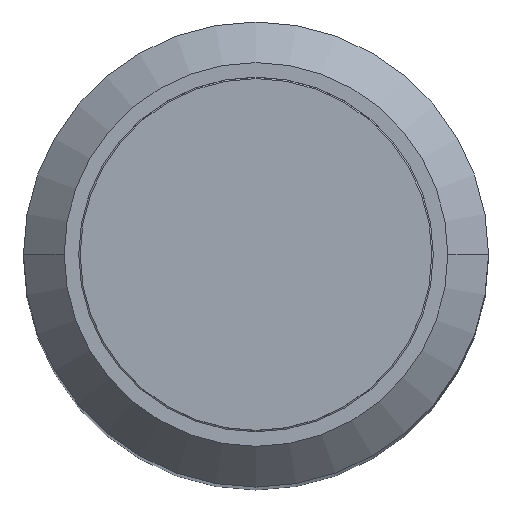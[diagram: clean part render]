
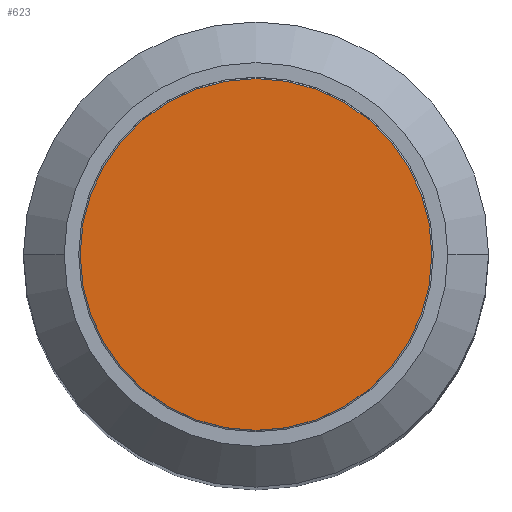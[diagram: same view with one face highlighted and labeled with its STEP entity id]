
A CAD part, top view. The second image highlights one B-rep face of the part: STEP entity #623.
In plain terms, the highlighted planar face has unit normal (0, 0, 1).
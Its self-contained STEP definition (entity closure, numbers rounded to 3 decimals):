
#195=CARTESIAN_POINT('',(0.,0.,-4.5));
#196=DIRECTION('',(0.,0.,-1.));
#197=DIRECTION('',(0.,1.,0.));
#198=AXIS2_PLACEMENT_3D('',#195,#196,#197);
#200=CARTESIAN_POINT('',(0.,0.,-4.5));
#201=DIRECTION('',(0.,0.,-1.));
#202=DIRECTION('',(0.,-1.,0.));
#203=AXIS2_PLACEMENT_3D('',#200,#201,#202);
#209=CARTESIAN_POINT('',(0.,-3.025,-4.5));
#210=VERTEX_POINT('',#209);
#211=CARTESIAN_POINT('',(0.,3.025,-4.5));
#212=VERTEX_POINT('',#211);
#614=CARTESIAN_POINT('',(0.,0.,-4.5));
#615=DIRECTION('',(0.,0.,-1.));
#616=DIRECTION('',(0.,1.,0.));
#617=AXIS2_PLACEMENT_3D('',#614,#615,#616);
#618=PLANE('',#617);
#619=ORIENTED_EDGE('',*,*,#600,.T.);
#620=ORIENTED_EDGE('',*,*,#579,.T.);
#621=EDGE_LOOP('',(#619,#620));
#622=FACE_OUTER_BOUND('',#621,.F.);
#623=ADVANCED_FACE('',(#622),#618,.F.);
#199=CIRCLE('',#198,3.025);
#204=CIRCLE('',#203,3.025);
#579=EDGE_CURVE('',#210,#212,#204,.T.);
#600=EDGE_CURVE('',#212,#210,#199,.T.);
